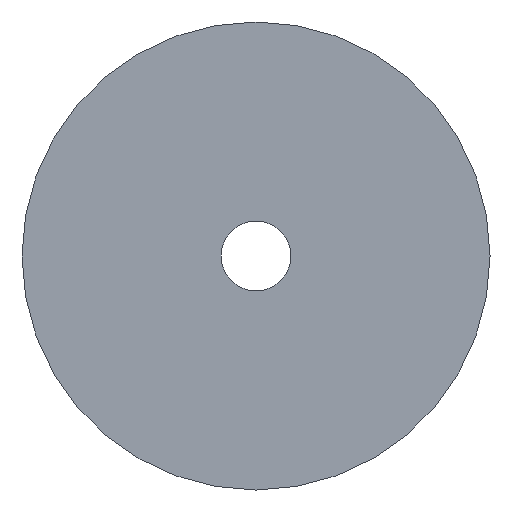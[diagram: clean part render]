
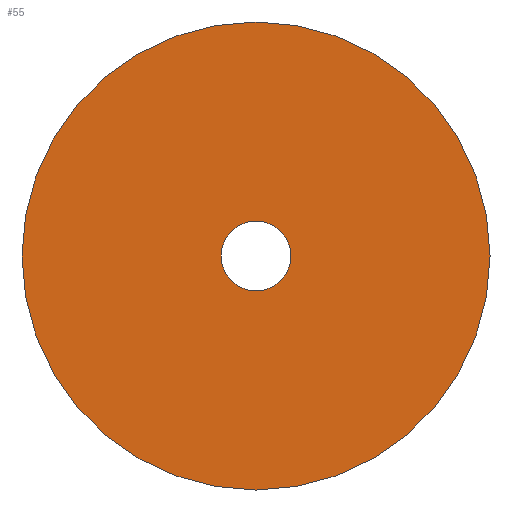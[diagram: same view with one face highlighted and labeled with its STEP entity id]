
A CAD part, front view. The second image highlights one B-rep face of the part: STEP entity #55.
In plain terms, the highlighted planar face has unit normal (0, -1, 0).
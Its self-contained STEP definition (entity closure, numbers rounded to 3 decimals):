
#13=PLANE($,#66);
#17=FACE_BOUND($,#27,.T.);
#18=FACE_BOUND($,#28,.T.);
#27=EDGE_LOOP($,(#47));
#28=EDGE_LOOP($,(#48));
#32=CIRCLE($,#62,3.5);
#34=CIRCLE($,#65,23.5);
#36=VERTEX_POINT($,#90);
#38=VERTEX_POINT($,#95);
#40=EDGE_CURVE($,#36,#36,#32,.T.);
#42=EDGE_CURVE($,#38,#38,#34,.T.);
#47=ORIENTED_EDGE($,*,*,#40,.T.);
#48=ORIENTED_EDGE($,*,*,#42,.T.);
#55=ADVANCED_FACE($,(#17,#18),#13,.F.);
#62=AXIS2_PLACEMENT_3D($,#91,#74,#75);
#65=AXIS2_PLACEMENT_3D($,#96,#80,#81);
#66=AXIS2_PLACEMENT_3D($,#97,#82,#83);
#74=DIRECTION('center_axis',(0.,1.,0.));
#75=DIRECTION('ref_axis',(1.,0.,0.));
#80=DIRECTION('center_axis',(0.,-1.,0.));
#81=DIRECTION('ref_axis',(1.,0.,0.));
#82=DIRECTION('center_axis',(0.,1.,0.));
#83=DIRECTION('ref_axis',(0.,0.,1.));
#90=CARTESIAN_POINT('',(-3.5,0.,0.));
#91=CARTESIAN_POINT('Origin',(0.,0.,0.));
#95=CARTESIAN_POINT('',(-23.5,0.,0.));
#96=CARTESIAN_POINT('Origin',(0.,0.,0.));
#97=CARTESIAN_POINT('Origin',(0.,0.,0.));
